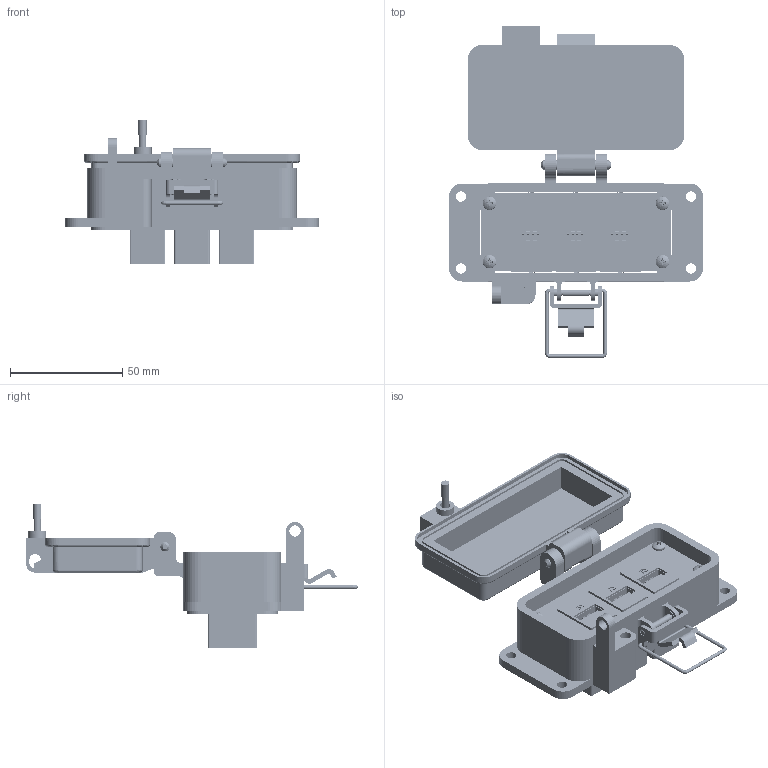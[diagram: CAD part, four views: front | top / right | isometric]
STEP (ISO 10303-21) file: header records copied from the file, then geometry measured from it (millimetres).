
FILE_DESCRIPTION (( 'STEP AP203' ), '1' );
FILE_NAME ('P-Q50#3-F3RX_3D.STEP', '2020-12-22T17:05:54', ( '' ), ( '' ), 'SwSTEP 2.0', 'SolidWorks 2019', '' );
FILE_SCHEMA (( 'CONFIG_CONTROL_DESIGN' ));
Length unit declared in the file: millimetre
Products named in the file (12): Q51; P-Q50#3-F3RX_3D; P-Q50#3-F3RX_FP060_1; 92005A124_METRIC PAN HEAD PHILLIPS MACHINE SCREW_92005A124; P-Q50#3-F3RX_BP240_1; 4-40 half inch flathead _90273A110; Z-H-F3_B; Z-300-USB-AB-FF; -F3; Z-002-4401_4HN_90675A005
Assembly tree (26 placements, depth 3):
  P-Q50#3-F3RX_3D
    P-Q50#3-F3RX_BP240_1
    Q51
      Z-300-USB-AB-FF
    Q51
      Z-300-USB-AB-FF
    Q51
      Z-300-USB-AB-FF
    4-40 half inch flathead _90273A110  x6
    Z-002-4401_4HN_90675A005  x6
    P-Q50#3-F3RX_FP060_1
    -F3
      Z-H-F3_B
    92005A124_METRIC PAN HEAD PHILLIPS MACHINE SCREW_92005A124  x4
Bounding box: 113 x 147.61 x 64.44 mm (x, y, z)
Volume: 116630.6 mm3; surface area: 79945.7 mm2
Topology: 31 solids, 31 shells, 3207 faces, 8947 edges, 5920 vertices
Faces by surface type: cylinder 1565, plane 1051, cone 290, bspline 277, torus 16, sphere 8
Entity records: 48789 total; most frequent: CARTESIAN_POINT 17495, ORIENTED_EDGE 6782, DIRECTION 5458, EDGE_CURVE 3391, VERTEX_POINT 2245, AXIS2_PLACEMENT_3D 1821, VECTOR 1816, LINE 1816
